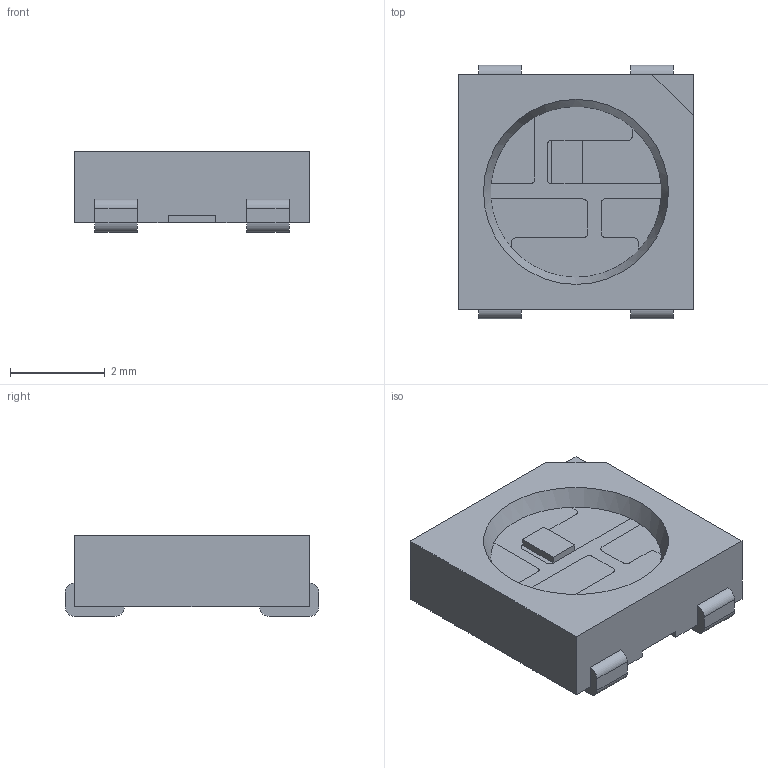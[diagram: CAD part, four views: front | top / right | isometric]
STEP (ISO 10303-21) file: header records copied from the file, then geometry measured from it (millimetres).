
FILE_DESCRIPTION(/* description */ (''),/* implementation_level */ '2;1');
FILE_NAME(/* name */ 'WS2812B.step',/* time_stamp */ '2022-07-09T13:03:57+02:00',/* author */ (''),/* organization */ (''),/* preprocessor_version */ 'ST-DEVELOPER v19',/* originating_system */ 'Autodesk Translation Framework v11.7.0.108',/* authorisation */ '');
FILE_SCHEMA (('AUTOMOTIVE_DESIGN { 1 0 10303 214 3 1 1 }'));
Length unit declared in the file: millimetre
Products named in the file (2): WS2812B LED; WS2812_RGB_LED_updated v3
Assembly tree (1 placements, depth 2):
  WS2812B LED
    WS2812_RGB_LED_updated v3
Bounding box: 4.95 x 5.35 x 1.7 mm (x, y, z)
Volume: 33 mm3; surface area: 88 mm2
Topology: 1 solids, 1 shells, 58 faces, 176 edges, 122 vertices
Faces by surface type: plane 44, cylinder 13, cone 1
Full cylindrical faces by diameter (mm): 1.146 x1
Entity records: 2142 total; most frequent: CARTESIAN_POINT 359, ORIENTED_EDGE 352, DIRECTION 344, EDGE_CURVE 176, LINE 130, VECTOR 130, VERTEX_POINT 122, AXIS2_PLACEMENT_3D 107
